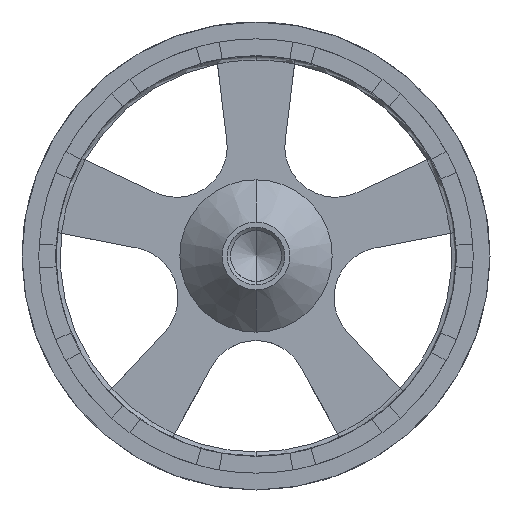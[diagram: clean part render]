
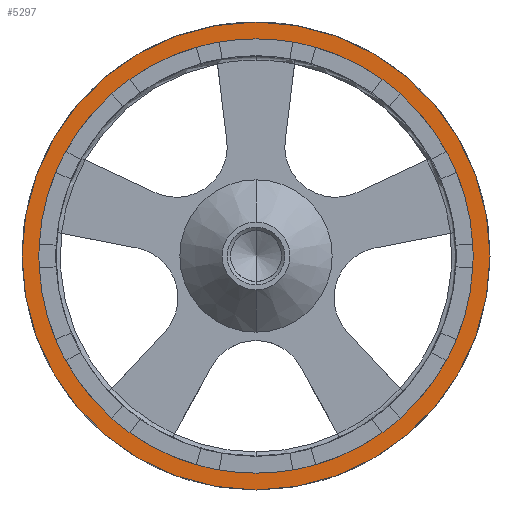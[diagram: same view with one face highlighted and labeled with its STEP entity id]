
A CAD part, front view. The second image highlights one B-rep face of the part: STEP entity #5297.
In plain terms, the highlighted planar face has unit normal (0, -1, 0).
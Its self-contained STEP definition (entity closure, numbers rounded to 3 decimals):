
#710 = DIRECTION ( 'NONE',  ( 0., 0., -1. ) ) ;
#867 = DIRECTION ( 'NONE',  ( 0., -1., 0. ) ) ;
#906 = DIRECTION ( 'NONE',  ( 0., 0., -1. ) ) ;
#1003 = CARTESIAN_POINT ( 'NONE',  ( 0., 4.5, 0. ) ) ;
#1307 = PLANE ( 'NONE',  #3680 ) ;
#1412 = VERTEX_POINT ( 'NONE', #2442 ) ;
#1424 = EDGE_CURVE ( 'NONE', #1412, #5142, #7184, .T. ) ;
#1740 = CARTESIAN_POINT ( 'NONE',  ( 0., 4.5, -13.825 ) ) ;
#1893 = FACE_OUTER_BOUND ( 'NONE', #4509, .T. ) ;
#2134 = VERTEX_POINT ( 'NONE', #7186 ) ;
#2442 = CARTESIAN_POINT ( 'NONE',  ( 0., 4.5, 13.825 ) ) ;
#2586 = CIRCLE ( 'NONE', #4490, 13.825 ) ;
#2909 = CARTESIAN_POINT ( 'NONE',  ( 0., 4.5, 0. ) ) ;
#3036 = CIRCLE ( 'NONE', #6442, 12.825 ) ;
#3046 = VERTEX_POINT ( 'NONE', #3875 ) ;
#3117 = CARTESIAN_POINT ( 'NONE',  ( 0., 4.5, 0. ) ) ;
#3680 = AXIS2_PLACEMENT_3D ( 'NONE', #5540, #867, #906 ) ;
#3875 = CARTESIAN_POINT ( 'NONE',  ( 0., 4.5, 12.825 ) ) ;
#3981 = AXIS2_PLACEMENT_3D ( 'NONE', #7137, #7760, #7648 ) ;
#4017 = AXIS2_PLACEMENT_3D ( 'NONE', #3117, #7370, #710 ) ;
#4018 = EDGE_CURVE ( 'NONE', #3046, #2134, #3036, .T. ) ;
#4313 = FACE_BOUND ( 'NONE', #4420, .T. ) ;
#4420 = EDGE_LOOP ( 'NONE', ( #5787, #5882 ) ) ;
#4490 = AXIS2_PLACEMENT_3D ( 'NONE', #2909, #6030, #5248 ) ;
#4509 = EDGE_LOOP ( 'NONE', ( #5431, #6115 ) ) ;
#5142 = VERTEX_POINT ( 'NONE', #1740 ) ;
#5248 = DIRECTION ( 'NONE',  ( 0., 0., -1. ) ) ;
#5297 = ADVANCED_FACE ( 'NONE', ( #1893, #4313 ), #1307, .T. ) ;
#5431 = ORIENTED_EDGE ( 'NONE', *, *, #7673, .T. ) ;
#5540 = CARTESIAN_POINT ( 'NONE',  ( 13.825, 4.5, 0. ) ) ;
#5787 = ORIENTED_EDGE ( 'NONE', *, *, #7266, .F. ) ;
#5882 = ORIENTED_EDGE ( 'NONE', *, *, #4018, .F. ) ;
#6030 = DIRECTION ( 'NONE',  ( 0., -1., 0. ) ) ;
#6115 = ORIENTED_EDGE ( 'NONE', *, *, #1424, .T. ) ;
#6442 = AXIS2_PLACEMENT_3D ( 'NONE', #1003, #6513, #7189 ) ;
#6513 = DIRECTION ( 'NONE',  ( 0., -1., 0. ) ) ;
#7137 = CARTESIAN_POINT ( 'NONE',  ( 0., 4.5, 0. ) ) ;
#7150 = CIRCLE ( 'NONE', #3981, 12.825 ) ;
#7184 = CIRCLE ( 'NONE', #4017, 13.825 ) ;
#7186 = CARTESIAN_POINT ( 'NONE',  ( 0., 4.5, -12.825 ) ) ;
#7189 = DIRECTION ( 'NONE',  ( 0., 0., -1. ) ) ;
#7266 = EDGE_CURVE ( 'NONE', #2134, #3046, #7150, .T. ) ;
#7370 = DIRECTION ( 'NONE',  ( 0., -1., 0. ) ) ;
#7648 = DIRECTION ( 'NONE',  ( 0., 0., -1. ) ) ;
#7673 = EDGE_CURVE ( 'NONE', #5142, #1412, #2586, .T. ) ;
#7760 = DIRECTION ( 'NONE',  ( 0., -1., 0. ) ) ;
